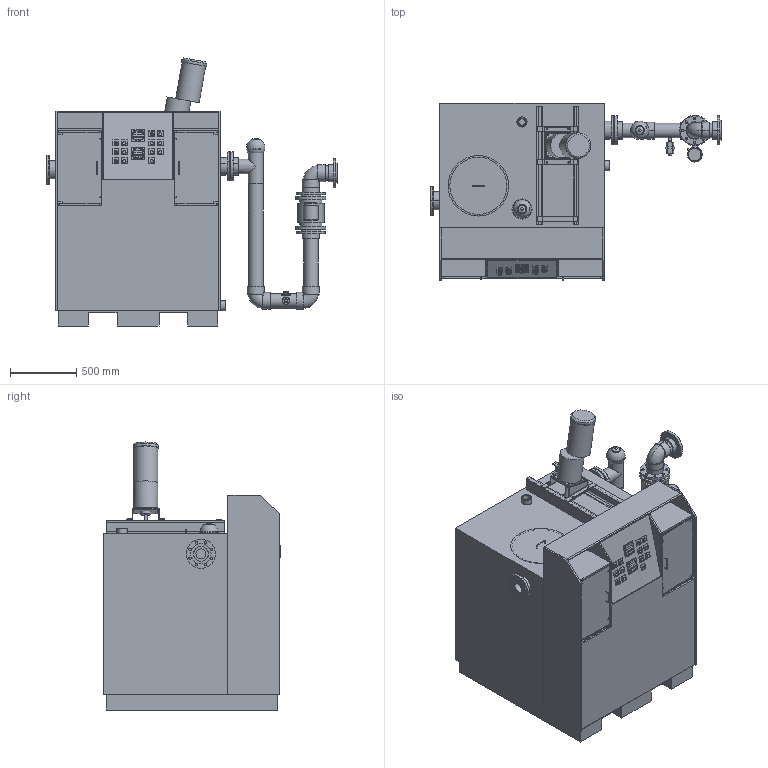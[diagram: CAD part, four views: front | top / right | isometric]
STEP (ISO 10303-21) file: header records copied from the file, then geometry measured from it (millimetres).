
FILE_DESCRIPTION(/* description */ ('Alibre Inc.'),/* implementation_level */ '2;1');
FILE_NAME(/* name */ 'export-FCD36831-BF60-4533-B2DC-2E57FDB79BA9',/* time_stamp */ '2019-02-01T16:45:24-05:00',/* author */ (''),/* organization */ (''),/* preprocessor_version */ 'ST-DEVELOPER v17',/* originating_system */ 'Alibre',/* authorisation */ '');
FILE_SCHEMA (('AUTOMOTIVE_DESIGN'));
Length unit declared in the file: inch
Products named in the file (86): CN33000; FRG-2; 854-040C; PS72001; PS47101; 3-2714; 3-2720; EK12000; PS47000; CU36800; PE04000090; CU36620; CU34000; CU36000; CU18000; 15735A62; 18455A71; 1845A71; PS43000; CU36100; LMK2TA-KTC1-XXX; 3-8750-2P; 400403B040; 727.701.414; 400406B040; 400401B040; 2830-005; TBH1050ASTV0000
Bounding box: 2197.81 x 1338.19 x 2026.67 mm (x, y, z)
Volume: 264631516.8 mm3; surface area: 37872420.1 mm2
Topology: 139 solids, 141 shells, 4460 faces, 10825 edges, 6855 vertices
Faces by surface type: plane 2973, cylinder 1213, cone 131, torus 127, bspline 16
Full cylindrical faces by diameter (mm): 2.794 x4, 3.175 x8, 4.763 x4, 6.35 x9, 8 x28, 8.166 x6, 9.5 x4, 9.525 x16, 10.744 x4, 11.113 x4, 11.176 x4, 11.43 x4, 12 x4, 12.7 x3, 15.875 x8, 16.51 x2, 17.145 x6, 18.847 x2, 19.05 x16, 21.336 x8, 22.225 x2, 23.876 x4, 25.4 x34, 25.527 x4, 26.035 x2, 26.67 x4, 27.94 x2, 31.75 x1, 33.338 x2, 35.052 x4
Entity records: 67802 total; most frequent: CARTESIAN_POINT 13452, ORIENTED_EDGE 10970, DIRECTION 9362, EDGE_CURVE 5477, VECTOR 3799, LINE 3799, VERTEX_POINT 3595, AXIS2_PLACEMENT_3D 3538
